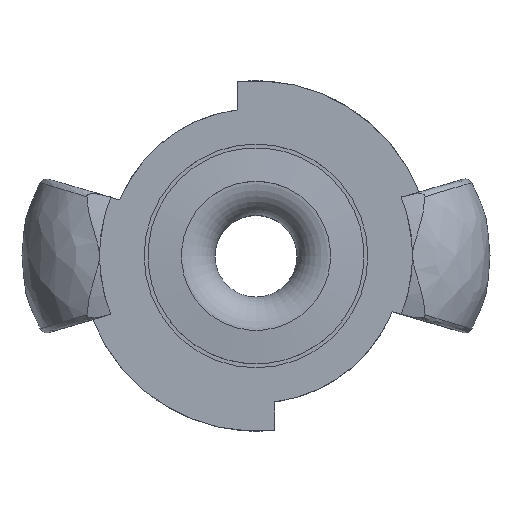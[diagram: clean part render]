
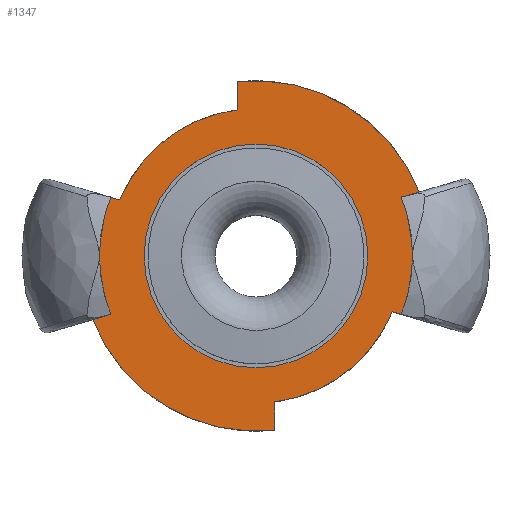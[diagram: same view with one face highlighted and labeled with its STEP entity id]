
A CAD part, top view. The second image highlights one B-rep face of the part: STEP entity #1347.
In plain terms, the highlighted planar face has unit normal (0, 0, 1).
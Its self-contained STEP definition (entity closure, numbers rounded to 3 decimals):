
#88=FACE_BOUND('',#383,.T.);
#110=PLANE('',#1497);
#126=LINE('',#2074,#183);
#132=LINE('',#2179,#189);
#138=LINE('',#2270,#195);
#144=LINE('',#2375,#201);
#153=LINE('',#2907,#210);
#159=LINE('',#2957,#216);
#183=VECTOR('',#1660,10.);
#189=VECTOR('',#1674,10.);
#195=VECTOR('',#1690,10.);
#201=VECTOR('',#1704,10.);
#210=VECTOR('',#1757,10.);
#216=VECTOR('',#1769,10.);
#307=FACE_OUTER_BOUND('',#382,.T.);
#382=EDGE_LOOP('',(#1129,#1130,#1131,#1132,#1133,#1134,#1135,#1136,#1137,
#1138,#1139,#1140));
#383=EDGE_LOOP('',(#1141,#1142));
#446=CIRCLE('',#1459,15.);
#447=CIRCLE('',#1460,15.);
#451=CIRCLE('',#1466,19.75);
#454=CIRCLE('',#1470,19.75);
#458=CIRCLE('',#1481,23.5);
#461=CIRCLE('',#1487,23.483);
#465=CIRCLE('',#1498,25.5);
#466=CIRCLE('',#1499,25.5);
#529=VERTEX_POINT('',#2071);
#530=VERTEX_POINT('',#2073);
#542=VERTEX_POINT('',#2176);
#543=VERTEX_POINT('',#2178);
#554=VERTEX_POINT('',#2267);
#555=VERTEX_POINT('',#2269);
#567=VERTEX_POINT('',#2372);
#568=VERTEX_POINT('',#2374);
#574=VERTEX_POINT('',#2391);
#575=VERTEX_POINT('',#2392);
#581=VERTEX_POINT('',#2516);
#586=VERTEX_POINT('',#2562);
#595=VERTEX_POINT('',#2903);
#600=VERTEX_POINT('',#2953);
#681=EDGE_CURVE('',#529,#530,#126,.T.);
#696=EDGE_CURVE('',#542,#543,#132,.T.);
#710=EDGE_CURVE('',#554,#555,#138,.T.);
#725=EDGE_CURVE('',#567,#568,#144,.T.);
#733=EDGE_CURVE('',#574,#575,#446,.T.);
#734=EDGE_CURVE('',#575,#574,#447,.T.);
#746=EDGE_CURVE('',#555,#581,#451,.T.);
#752=EDGE_CURVE('',#530,#586,#454,.T.);
#768=EDGE_CURVE('',#595,#586,#153,.T.);
#776=EDGE_CURVE('',#600,#581,#159,.T.);
#783=EDGE_CURVE('',#567,#595,#458,.T.);
#786=EDGE_CURVE('',#542,#600,#461,.T.);
#796=EDGE_CURVE('',#543,#529,#465,.T.);
#797=EDGE_CURVE('',#568,#554,#466,.T.);
#1129=ORIENTED_EDGE('',*,*,#783,.T.);
#1130=ORIENTED_EDGE('',*,*,#768,.T.);
#1131=ORIENTED_EDGE('',*,*,#752,.F.);
#1132=ORIENTED_EDGE('',*,*,#681,.F.);
#1133=ORIENTED_EDGE('',*,*,#796,.F.);
#1134=ORIENTED_EDGE('',*,*,#696,.F.);
#1135=ORIENTED_EDGE('',*,*,#786,.T.);
#1136=ORIENTED_EDGE('',*,*,#776,.T.);
#1137=ORIENTED_EDGE('',*,*,#746,.F.);
#1138=ORIENTED_EDGE('',*,*,#710,.F.);
#1139=ORIENTED_EDGE('',*,*,#797,.F.);
#1140=ORIENTED_EDGE('',*,*,#725,.F.);
#1141=ORIENTED_EDGE('',*,*,#733,.T.);
#1142=ORIENTED_EDGE('',*,*,#734,.T.);
#1347=ADVANCED_FACE('',(#307,#88),#110,.F.);
#1459=AXIS2_PLACEMENT_3D('',#2393,#1722,#1723);
#1460=AXIS2_PLACEMENT_3D('',#2394,#1724,#1725);
#1466=AXIS2_PLACEMENT_3D('',#2517,#1737,#1738);
#1470=AXIS2_PLACEMENT_3D('',#2563,#1746,#1747);
#1481=AXIS2_PLACEMENT_3D('',#3004,#1781,#1782);
#1487=AXIS2_PLACEMENT_3D('',#3010,#1793,#1794);
#1497=AXIS2_PLACEMENT_3D('',#3064,#1817,#1818);
#1498=AXIS2_PLACEMENT_3D('',#3065,#1819,#1820);
#1499=AXIS2_PLACEMENT_3D('',#3066,#1821,#1822);
#1660=DIRECTION('',(-0.96,0.281,0.));
#1674=DIRECTION('',(0.96,0.281,0.));
#1690=DIRECTION('',(0.96,-0.281,0.));
#1704=DIRECTION('',(-0.96,-0.281,0.));
#1722=DIRECTION('center_axis',(0.,0.,-1.));
#1723=DIRECTION('ref_axis',(0.,-1.,0.));
#1724=DIRECTION('center_axis',(0.,0.,-1.));
#1725=DIRECTION('ref_axis',(0.,-1.,0.));
#1737=DIRECTION('center_axis',(0.,0.,-1.));
#1738=DIRECTION('ref_axis',(-1.,0.,0.));
#1746=DIRECTION('center_axis',(0.,0.,-1.));
#1747=DIRECTION('ref_axis',(-1.,0.,0.));
#1757=DIRECTION('',(0.,1.,0.));
#1769=DIRECTION('',(0.,-1.,0.));
#1781=DIRECTION('center_axis',(0.,0.,1.));
#1782=DIRECTION('ref_axis',(-0.766,-0.643,0.));
#1793=DIRECTION('center_axis',(0.,0.,1.));
#1794=DIRECTION('ref_axis',(0.763,0.646,0.));
#1817=DIRECTION('center_axis',(0.,0.,-1.));
#1818=DIRECTION('ref_axis',(-1.,0.,0.));
#1819=DIRECTION('center_axis',(0.,0.,-1.));
#1820=DIRECTION('ref_axis',(0.,-1.,0.));
#1821=DIRECTION('center_axis',(0.,0.,-1.));
#1822=DIRECTION('ref_axis',(0.,-1.,0.));
#2071=CARTESIAN_POINT('',(23.813,-9.122,0.));
#2073=CARTESIAN_POINT('',(18.271,-7.5,0.));
#2074=CARTESIAN_POINT('',(15.689,-6.745,0.));
#2176=CARTESIAN_POINT('',(21.87,8.553,0.));
#2178=CARTESIAN_POINT('',(23.813,9.122,0.));
#2179=CARTESIAN_POINT('',(7.127,4.239,0.));
#2267=CARTESIAN_POINT('',(-23.813,9.122,0.));
#2269=CARTESIAN_POINT('',(-18.271,7.5,0.));
#2270=CARTESIAN_POINT('',(-12.252,5.739,0.));
#2372=CARTESIAN_POINT('',(-21.886,-8.558,0.));
#2374=CARTESIAN_POINT('',(-23.813,-9.122,0.));
#2375=CARTESIAN_POINT('',(-10.563,-5.245,0.));
#2391=CARTESIAN_POINT('',(0.,-15.,0.));
#2392=CARTESIAN_POINT('',(0.,15.,0.));
#2393=CARTESIAN_POINT('Origin',(0.,0.,0.));
#2394=CARTESIAN_POINT('Origin',(0.,0.,0.));
#2516=CARTESIAN_POINT('',(-2.5,19.591,0.));
#2517=CARTESIAN_POINT('Origin',(0.,0.,0.));
#2562=CARTESIAN_POINT('',(2.5,-19.591,0.));
#2563=CARTESIAN_POINT('Origin',(0.,0.,0.));
#2903=CARTESIAN_POINT('',(2.5,-23.367,0.));
#2907=CARTESIAN_POINT('',(2.5,0.,0.));
#2953=CARTESIAN_POINT('',(-2.5,23.35,0.));
#2957=CARTESIAN_POINT('',(-2.5,0.,0.));
#3004=CARTESIAN_POINT('Origin',(0.,0.,0.));
#3010=CARTESIAN_POINT('Origin',(0.,0.,0.));
#3064=CARTESIAN_POINT('Origin',(0.,-12.75,0.));
#3065=CARTESIAN_POINT('Origin',(0.,0.,0.));
#3066=CARTESIAN_POINT('Origin',(0.,0.,0.));
